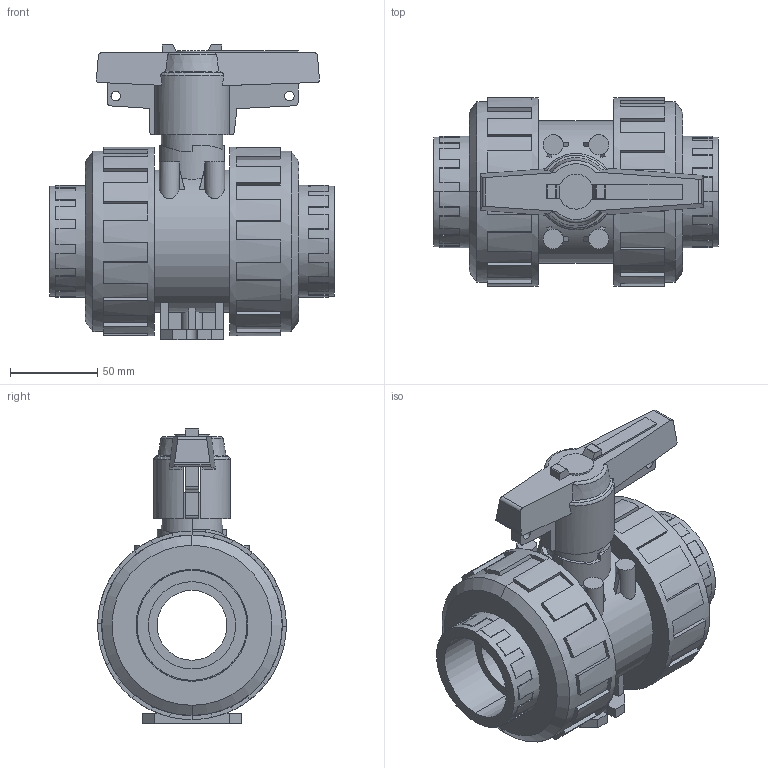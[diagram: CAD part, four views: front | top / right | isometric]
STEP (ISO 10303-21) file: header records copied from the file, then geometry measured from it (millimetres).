
FILE_DESCRIPTION(('STEP AP214'),'1');
FILE_NAME('cctmp_B61444D6-C391-42D9-B9B3-3A1F1DECEC8D_2018_12_5_15_31_59_800..stp','2018-12-05T14:32:00',('Praher Valves GmbH'),('CADClick - www.CADClick.com'),'Spatial InterOp 3D',' ','unknown authorization');
FILE_SCHEMA(('AUTOMOTIVE_DESIGN'));
Length unit declared in the file: millimetre
Products named in the file (1): 124089
Bounding box: 163 x 108 x 169.5 mm (x, y, z)
Volume: 943896.2 mm3; surface area: 162234.1 mm2
Topology: 1 solids, 1 shells, 468 faces, 1344 edges, 890 vertices
Faces by surface type: plane 370, cylinder 74, cone 16, torus 8
Entity records: 19757 total; most frequent: CARTESIAN_POINT 3410, ORIENTED_EDGE 2688, DIRECTION 2666, EDGE_CURVE 1344, AXIS2_PLACEMENT_3D 915, VERTEX_POINT 890, LINE 836, VECTOR 836
